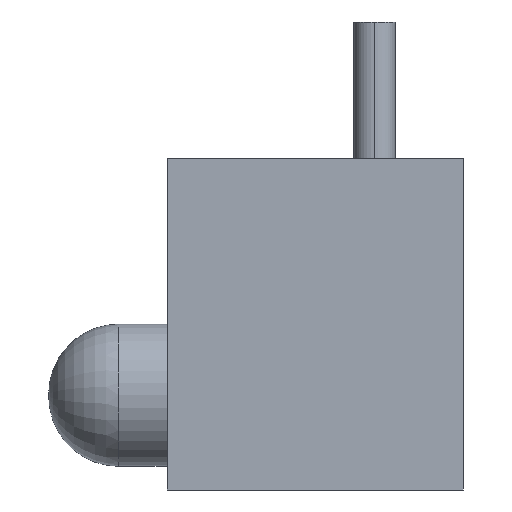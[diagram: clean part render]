
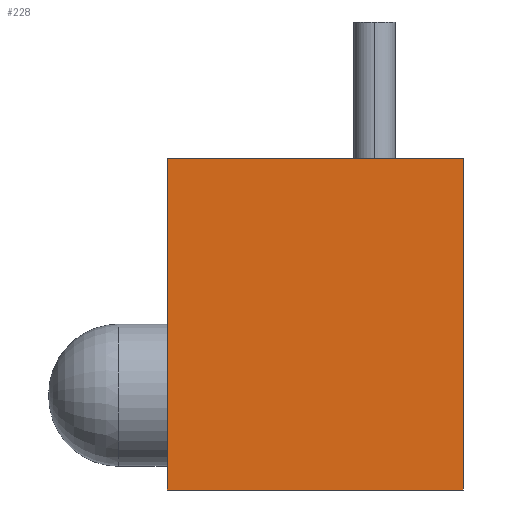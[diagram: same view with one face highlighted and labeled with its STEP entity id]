
A CAD part, left-side view. The second image highlights one B-rep face of the part: STEP entity #228.
In plain terms, the highlighted planar face has unit normal (-1, 0, 0).
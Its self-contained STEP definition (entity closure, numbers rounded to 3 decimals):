
#1 = LINE ( 'NONE', #547, #300 ) ;
#20 = FACE_OUTER_BOUND ( 'NONE', #167, .T. ) ;
#30 = DIRECTION ( 'NONE',  ( 0., 1., 0. ) ) ;
#33 = ORIENTED_EDGE ( 'NONE', *, *, #290, .F. ) ;
#57 = LINE ( 'NONE', #567, #500 ) ;
#71 = VERTEX_POINT ( 'NONE', #302 ) ;
#72 = EDGE_CURVE ( 'NONE', #171, #265, #57, .T. ) ;
#102 = CARTESIAN_POINT ( 'NONE',  ( -8.636, 0., -3.556 ) ) ;
#120 = LINE ( 'NONE', #571, #605 ) ;
#162 = LINE ( 'NONE', #270, #463 ) ;
#167 = EDGE_LOOP ( 'NONE', ( #205, #33, #254, #332 ) ) ;
#171 = VERTEX_POINT ( 'NONE', #351 ) ;
#205 = ORIENTED_EDGE ( 'NONE', *, *, #430, .F. ) ;
#210 = DIRECTION ( 'NONE',  ( 0., 0., 1. ) ) ;
#226 = DIRECTION ( 'NONE',  ( 0., 1., 0. ) ) ;
#228 = ADVANCED_FACE ( 'NONE', ( #20 ), #578, .T. ) ;
#254 = ORIENTED_EDGE ( 'NONE', *, *, #379, .T. ) ;
#265 = VERTEX_POINT ( 'NONE', #358 ) ;
#270 = CARTESIAN_POINT ( 'NONE',  ( -8.636, 0., -3.556 ) ) ;
#272 = DIRECTION ( 'NONE',  ( 0., 0., 1. ) ) ;
#290 = EDGE_CURVE ( 'NONE', #71, #446, #1, .T. ) ;
#300 = VECTOR ( 'NONE', #226, 1000. ) ;
#302 = CARTESIAN_POINT ( 'NONE',  ( -8.636, 0., -3.556 ) ) ;
#332 = ORIENTED_EDGE ( 'NONE', *, *, #72, .T. ) ;
#351 = CARTESIAN_POINT ( 'NONE',  ( -8.636, 0., 3.556 ) ) ;
#358 = CARTESIAN_POINT ( 'NONE',  ( -8.636, 6.35, 3.556 ) ) ;
#379 = EDGE_CURVE ( 'NONE', #71, #171, #162, .T. ) ;
#430 = EDGE_CURVE ( 'NONE', #446, #265, #120, .T. ) ;
#446 = VERTEX_POINT ( 'NONE', #568 ) ;
#463 = VECTOR ( 'NONE', #272, 1000. ) ;
#500 = VECTOR ( 'NONE', #30, 1000. ) ;
#529 = DIRECTION ( 'NONE',  ( -1., 0., 0. ) ) ;
#547 = CARTESIAN_POINT ( 'NONE',  ( -8.636, 0., -3.556 ) ) ;
#557 = AXIS2_PLACEMENT_3D ( 'NONE', #102, #529, #210 ) ;
#567 = CARTESIAN_POINT ( 'NONE',  ( -8.636, 0., 3.556 ) ) ;
#568 = CARTESIAN_POINT ( 'NONE',  ( -8.636, 6.35, -3.556 ) ) ;
#571 = CARTESIAN_POINT ( 'NONE',  ( -8.636, 6.35, -3.556 ) ) ;
#578 = PLANE ( 'NONE',  #557 ) ;
#579 = DIRECTION ( 'NONE',  ( 0., 0., 1. ) ) ;
#605 = VECTOR ( 'NONE', #579, 1000. ) ;
